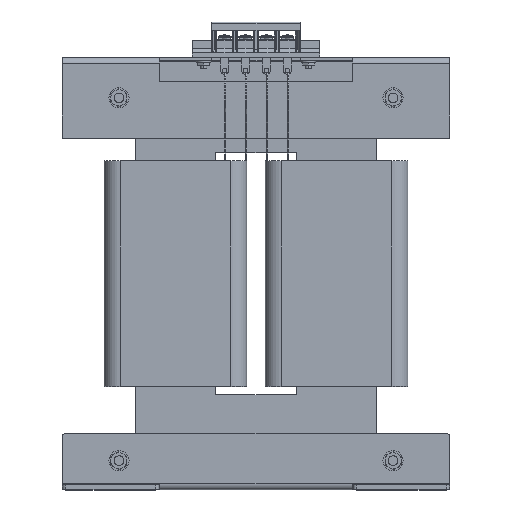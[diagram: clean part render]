
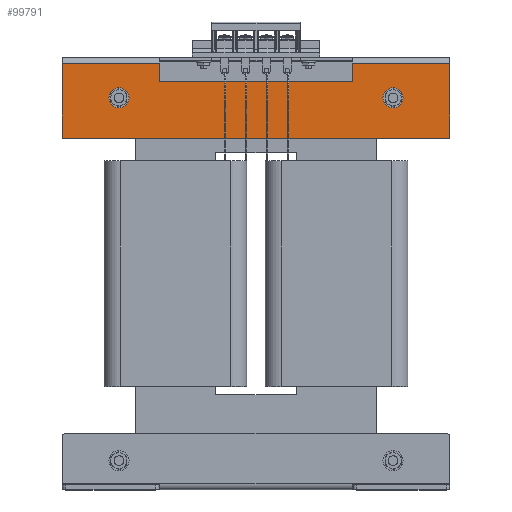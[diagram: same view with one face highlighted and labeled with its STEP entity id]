
A CAD part, top view. The second image highlights one B-rep face of the part: STEP entity #99791.
In plain terms, the highlighted planar face has unit normal (0, 0, 1).
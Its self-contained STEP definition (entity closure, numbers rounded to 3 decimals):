
#3160 = VECTOR ( 'NONE', #16604, 1000. ) ;
#7446 = PLANE ( 'NONE',  #106945 ) ;
#7916 = VECTOR ( 'NONE', #68489, 1000. ) ;
#8109 = EDGE_CURVE ( 'NONE', #78225, #123006, #13434, .T. ) ;
#13310 = EDGE_CURVE ( 'NONE', #78671, #26497, #107699, .T. ) ;
#13434 = CIRCLE ( 'NONE', #106787, 5. ) ;
#13791 = ORIENTED_EDGE ( 'NONE', *, *, #13310, .T. ) ;
#16604 = DIRECTION ( 'NONE',  ( 0., -1., 0. ) ) ;
#17689 = VERTEX_POINT ( 'NONE', #84364 ) ;
#18110 = DIRECTION ( 'NONE',  ( 0., 0., 1. ) ) ;
#21002 = EDGE_CURVE ( 'NONE', #26497, #116503, #121965, .T. ) ;
#25536 = DIRECTION ( 'NONE',  ( 0., 0., 1. ) ) ;
#26497 = VERTEX_POINT ( 'NONE', #94017 ) ;
#31281 = CARTESIAN_POINT ( 'NONE',  ( 171.969, 234.629, 229.17 ) ) ;
#32758 = EDGE_CURVE ( 'NONE', #123006, #78225, #101943, .T. ) ;
#35875 = ORIENTED_EDGE ( 'NONE', *, *, #32758, .F. ) ;
#35940 = CARTESIAN_POINT ( 'NONE',  ( -38.031, 259.629, 229.17 ) ) ;
#36380 = CARTESIAN_POINT ( 'NONE',  ( -3.031, 234.629, 229.17 ) ) ;
#37383 = DIRECTION ( 'NONE',  ( 0., 1., 0. ) ) ;
#38367 = DIRECTION ( 'NONE',  ( 0., 0., 1. ) ) ;
#44267 = CARTESIAN_POINT ( 'NONE',  ( 201.969, 209.629, 229.17 ) ) ;
#46384 = DIRECTION ( 'NONE',  ( 1., 0., 0. ) ) ;
#46703 = CARTESIAN_POINT ( 'NONE',  ( -38.031, 259.629, 229.17 ) ) ;
#46832 = DIRECTION ( 'NONE',  ( 1., 0., 0. ) ) ;
#48308 = ORIENTED_EDGE ( 'NONE', *, *, #8109, .F. ) ;
#50620 = LINE ( 'NONE', #120461, #67250 ) ;
#58283 = VERTEX_POINT ( 'NONE', #78264 ) ;
#58699 = DIRECTION ( 'NONE',  ( 1., 0., 0. ) ) ;
#62078 = DIRECTION ( 'NONE',  ( 1., 0., 0. ) ) ;
#62177 = CARTESIAN_POINT ( 'NONE',  ( -38.031, 255.893, 229.17 ) ) ;
#63668 = CARTESIAN_POINT ( 'NONE',  ( 166.969, 234.629, 229.17 ) ) ;
#65566 = AXIS2_PLACEMENT_3D ( 'NONE', #36380, #38367, #46384 ) ;
#67021 = CARTESIAN_POINT ( 'NONE',  ( 161.969, 234.629, 229.17 ) ) ;
#67250 = VECTOR ( 'NONE', #88503, 1000. ) ;
#68489 = DIRECTION ( 'NONE',  ( 0., 1., 0. ) ) ;
#69832 = CIRCLE ( 'NONE', #65566, 5. ) ;
#71545 = EDGE_LOOP ( 'NONE', ( #111967, #13791, #91198, #129672 ) ) ;
#71780 = AXIS2_PLACEMENT_3D ( 'NONE', #79209, #18110, #58699 ) ;
#73333 = ORIENTED_EDGE ( 'NONE', *, *, #84359, .F. ) ;
#75462 = CARTESIAN_POINT ( 'NONE',  ( 166.969, 234.629, 229.17 ) ) ;
#75516 = EDGE_CURVE ( 'NONE', #116503, #17689, #78463, .T. ) ;
#77881 = FACE_BOUND ( 'NONE', #97365, .T. ) ;
#78225 = VERTEX_POINT ( 'NONE', #67021 ) ;
#78264 = CARTESIAN_POINT ( 'NONE',  ( 1.969, 234.629, 229.17 ) ) ;
#78463 = LINE ( 'NONE', #126529, #7916 ) ;
#78671 = VERTEX_POINT ( 'NONE', #62177 ) ;
#79209 = CARTESIAN_POINT ( 'NONE',  ( -3.031, 234.629, 229.17 ) ) ;
#84359 = EDGE_CURVE ( 'NONE', #58283, #97198, #86693, .T. ) ;
#84364 = CARTESIAN_POINT ( 'NONE',  ( 201.969, 255.893, 229.17 ) ) ;
#86693 = CIRCLE ( 'NONE', #71780, 5. ) ;
#88503 = DIRECTION ( 'NONE',  ( 1., 0., 0. ) ) ;
#91198 = ORIENTED_EDGE ( 'NONE', *, *, #21002, .T. ) ;
#94017 = CARTESIAN_POINT ( 'NONE',  ( -38.031, 209.629, 229.17 ) ) ;
#97198 = VERTEX_POINT ( 'NONE', #103680 ) ;
#97365 = EDGE_LOOP ( 'NONE', ( #35875, #48308 ) ) ;
#99791 = ADVANCED_FACE ( 'NONE', ( #128569, #77881, #106489 ), #7446, .F. ) ;
#100860 = EDGE_CURVE ( 'NONE', #78671, #17689, #50620, .T. ) ;
#101943 = CIRCLE ( 'NONE', #110414, 5. ) ;
#101953 = CARTESIAN_POINT ( 'NONE',  ( -38.031, 209.629, 229.17 ) ) ;
#103680 = CARTESIAN_POINT ( 'NONE',  ( -8.031, 234.629, 229.17 ) ) ;
#106489 = FACE_OUTER_BOUND ( 'NONE', #71545, .T. ) ;
#106787 = AXIS2_PLACEMENT_3D ( 'NONE', #63668, #25536, #46832 ) ;
#106945 = AXIS2_PLACEMENT_3D ( 'NONE', #46703, #108486, #37383 ) ;
#107699 = LINE ( 'NONE', #35940, #3160 ) ;
#108062 = DIRECTION ( 'NONE',  ( 1., 0., 0. ) ) ;
#108486 = DIRECTION ( 'NONE',  ( 0., 0., -1. ) ) ;
#110414 = AXIS2_PLACEMENT_3D ( 'NONE', #75462, #117382, #108062 ) ;
#111967 = ORIENTED_EDGE ( 'NONE', *, *, #100860, .F. ) ;
#115094 = VECTOR ( 'NONE', #62078, 1000. ) ;
#116503 = VERTEX_POINT ( 'NONE', #44267 ) ;
#117382 = DIRECTION ( 'NONE',  ( 0., 0., 1. ) ) ;
#119872 = EDGE_CURVE ( 'NONE', #97198, #58283, #69832, .T. ) ;
#120461 = CARTESIAN_POINT ( 'NONE',  ( 201.969, 255.893, 229.17 ) ) ;
#120773 = ORIENTED_EDGE ( 'NONE', *, *, #119872, .F. ) ;
#121965 = LINE ( 'NONE', #101953, #115094 ) ;
#123006 = VERTEX_POINT ( 'NONE', #31281 ) ;
#126529 = CARTESIAN_POINT ( 'NONE',  ( 201.969, 259.629, 229.17 ) ) ;
#128090 = EDGE_LOOP ( 'NONE', ( #73333, #120773 ) ) ;
#128569 = FACE_BOUND ( 'NONE', #128090, .T. ) ;
#129672 = ORIENTED_EDGE ( 'NONE', *, *, #75516, .T. ) ;
